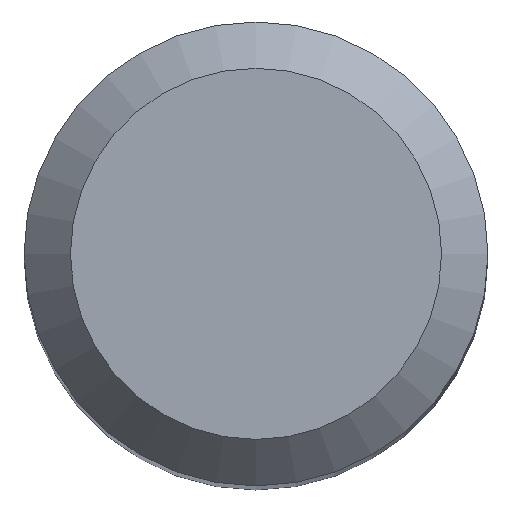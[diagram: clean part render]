
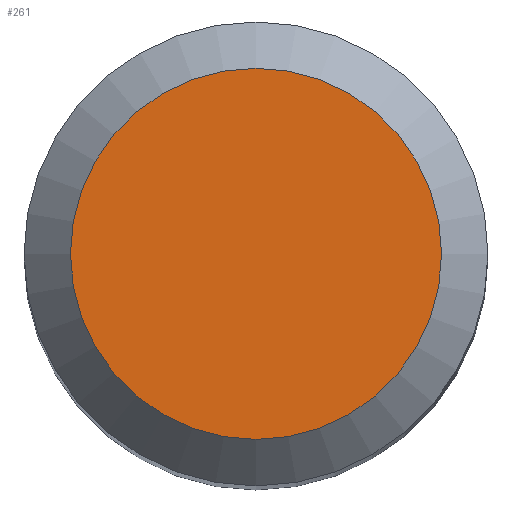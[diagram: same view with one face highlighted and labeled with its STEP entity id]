
A CAD part, top view. The second image highlights one B-rep face of the part: STEP entity #261.
In plain terms, the highlighted planar face has unit normal (0, 0, 1).
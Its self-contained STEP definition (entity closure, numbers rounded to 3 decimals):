
#4 = EDGE_CURVE ( 'NONE', #199, #199, #60, .T. ) ;
#10 = EDGE_LOOP ( 'NONE', ( #16 ) ) ;
#12 = DIRECTION ( 'NONE',  ( 0., 1., 0. ) ) ;
#16 = ORIENTED_EDGE ( 'NONE', *, *, #4, .F. ) ;
#31 = DIRECTION ( 'NONE',  ( 0., 0., -1. ) ) ;
#35 = CARTESIAN_POINT ( 'NONE',  ( 0., 0., 32. ) ) ;
#52 = PLANE ( 'NONE',  #225 ) ;
#59 = CARTESIAN_POINT ( 'NONE',  ( 0., 1.6, 32. ) ) ;
#60 = CIRCLE ( 'NONE', #185, 1.6 ) ;
#86 = CARTESIAN_POINT ( 'NONE',  ( 0., 0., 32. ) ) ;
#91 = DIRECTION ( 'NONE',  ( 0., 0., -1. ) ) ;
#184 = DIRECTION ( 'NONE',  ( 0., 1., 0. ) ) ;
#185 = AXIS2_PLACEMENT_3D ( 'NONE', #86, #91, #184 ) ;
#199 = VERTEX_POINT ( 'NONE', #59 ) ;
#225 = AXIS2_PLACEMENT_3D ( 'NONE', #35, #31, #12 ) ;
#242 = FACE_OUTER_BOUND ( 'NONE', #10, .T. ) ;
#261 = ADVANCED_FACE ( 'NONE', ( #242 ), #52, .F. ) ;
